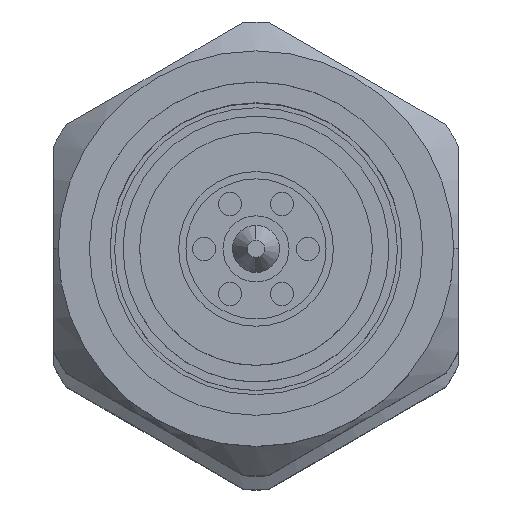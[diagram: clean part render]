
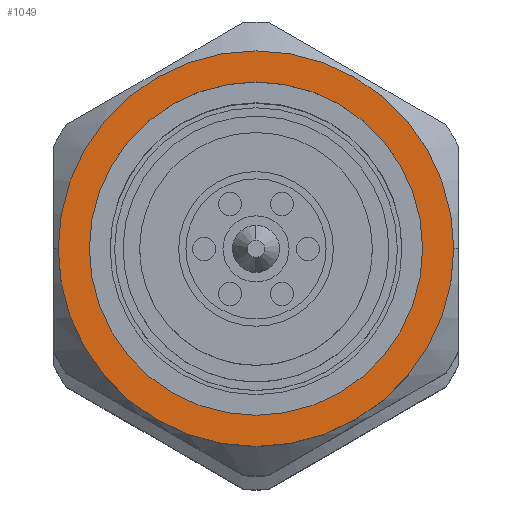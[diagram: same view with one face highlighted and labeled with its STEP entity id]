
A CAD part, top view. The second image highlights one B-rep face of the part: STEP entity #1049.
In plain terms, the highlighted face is planar.
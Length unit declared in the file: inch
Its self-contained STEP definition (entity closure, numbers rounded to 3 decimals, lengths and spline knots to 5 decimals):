
#131 = ORIENTED_EDGE ( 'NONE', *, *, #3098, .F. ) ;
#255 = DIRECTION ( 'NONE',  ( 0., 1., 0. ) ) ;
#283 = CARTESIAN_POINT ( 'NONE',  ( -0.11, 0.1525, 0. ) ) ;
#340 = AXIS2_PLACEMENT_3D ( 'NONE', #3537, #1785, #1878 ) ;
#804 = VERTEX_POINT ( 'NONE', #4427 ) ;
#825 = CARTESIAN_POINT ( 'NONE',  ( -0.11, 0., 0. ) ) ;
#1049 = ADVANCED_FACE ( 'NONE', ( #1676, #4493 ), #1314, .F. ) ;
#1133 = EDGE_CURVE ( 'NONE', #804, #3829, #3744, .T. ) ;
#1216 = CIRCLE ( 'NONE', #1283, 0.1285 ) ;
#1283 = AXIS2_PLACEMENT_3D ( 'NONE', #2387, #3784, #255 ) ;
#1314 = PLANE ( 'NONE',  #3990 ) ;
#1390 = DIRECTION ( 'NONE',  ( 0., 1., 0. ) ) ;
#1676 = FACE_BOUND ( 'NONE', #4169, .T. ) ;
#1785 = DIRECTION ( 'NONE',  ( -1., 0., 0. ) ) ;
#1803 = CARTESIAN_POINT ( 'NONE',  ( -0.11, -0.1285, 0. ) ) ;
#1855 = ORIENTED_EDGE ( 'NONE', *, *, #1133, .F. ) ;
#1878 = DIRECTION ( 'NONE',  ( 0., 1., 0. ) ) ;
#1895 = ORIENTED_EDGE ( 'NONE', *, *, #3709, .T. ) ;
#2272 = AXIS2_PLACEMENT_3D ( 'NONE', #2947, #3349, #3626 ) ;
#2387 = CARTESIAN_POINT ( 'NONE',  ( -0.11, 0., 0. ) ) ;
#2402 = DIRECTION ( 'NONE',  ( 1., 0., 0. ) ) ;
#2447 = VERTEX_POINT ( 'NONE', #283 ) ;
#2581 = CIRCLE ( 'NONE', #4113, 0.1525 ) ;
#2946 = CIRCLE ( 'NONE', #2272, 0.1525 ) ;
#2947 = CARTESIAN_POINT ( 'NONE',  ( -0.11, 0., 0. ) ) ;
#3098 = EDGE_CURVE ( 'NONE', #3829, #804, #1216, .T. ) ;
#3349 = DIRECTION ( 'NONE',  ( -1., 0., 0. ) ) ;
#3537 = CARTESIAN_POINT ( 'NONE',  ( -0.11, 0., 0. ) ) ;
#3609 = ORIENTED_EDGE ( 'NONE', *, *, #3693, .T. ) ;
#3626 = DIRECTION ( 'NONE',  ( 0., 1., 0. ) ) ;
#3663 = CARTESIAN_POINT ( 'NONE',  ( -0.11, -0.1525, 0. ) ) ;
#3693 = EDGE_CURVE ( 'NONE', #4282, #2447, #2946, .T. ) ;
#3709 = EDGE_CURVE ( 'NONE', #2447, #4282, #2581, .T. ) ;
#3744 = CIRCLE ( 'NONE', #340, 0.1285 ) ;
#3784 = DIRECTION ( 'NONE',  ( -1., 0., 0. ) ) ;
#3829 = VERTEX_POINT ( 'NONE', #1803 ) ;
#3990 = AXIS2_PLACEMENT_3D ( 'NONE', #4569, #2402, #1390 ) ;
#4040 = DIRECTION ( 'NONE',  ( -1., 0., 0. ) ) ;
#4113 = AXIS2_PLACEMENT_3D ( 'NONE', #825, #4040, #4300 ) ;
#4169 = EDGE_LOOP ( 'NONE', ( #1855, #131 ) ) ;
#4282 = VERTEX_POINT ( 'NONE', #3663 ) ;
#4300 = DIRECTION ( 'NONE',  ( 0., 1., 0. ) ) ;
#4327 = EDGE_LOOP ( 'NONE', ( #1895, #3609 ) ) ;
#4427 = CARTESIAN_POINT ( 'NONE',  ( -0.11, 0.1285, 0. ) ) ;
#4493 = FACE_OUTER_BOUND ( 'NONE', #4327, .T. ) ;
#4569 = CARTESIAN_POINT ( 'NONE',  ( -0.11, 0., 0. ) ) ;
